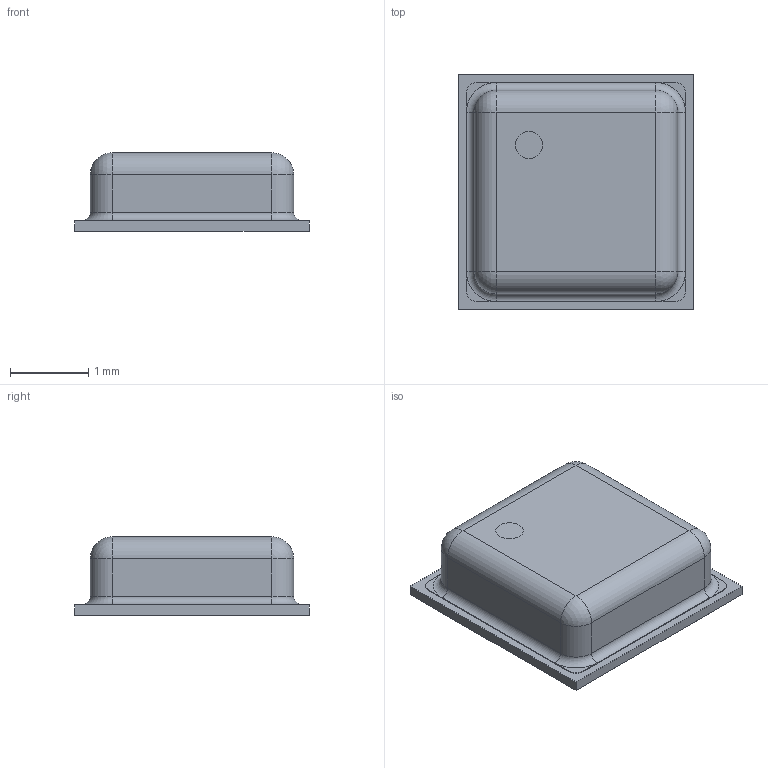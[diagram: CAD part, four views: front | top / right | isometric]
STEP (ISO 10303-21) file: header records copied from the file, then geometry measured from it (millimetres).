
FILE_DESCRIPTION(('FreeCAD Model'),'2;1');
FILE_NAME('BME680.STEP', '2018-10-27T13:35:03',('Author'),(''), 'Open CASCADE STEP processor 6.8','FreeCAD','Unknown');
FILE_SCHEMA(('AUTOMOTIVE_DESIGN_CC2 { 1 2 10303 214 -1 1 5 4 }'));
Length unit declared in the file: millimetre
Products named in the file (13): BME680; BME689; BME692; BME690; BME683; BME691; BME682; BME687; BME686; BME688; BME684; BME681; BME685
Bounding box: 3 x 3 x 1 mm (x, y, z)
Volume: 6.9 mm3; surface area: 62.2 mm2
Topology: 13 solids, 13 shells, 202 faces, 482 edges, 304 vertices
Faces by surface type: plane 168, cylinder 26, sphere 4, torus 4
Entity records: 15078 total; most frequent: CARTESIAN_POINT 5169, DIRECTION 1754, LINE 1214, VECTOR 1214, ORIENTED_EDGE 956, PCURVE 956, DEFINITIONAL_REPRESENTATION 956, EDGE_CURVE 478
